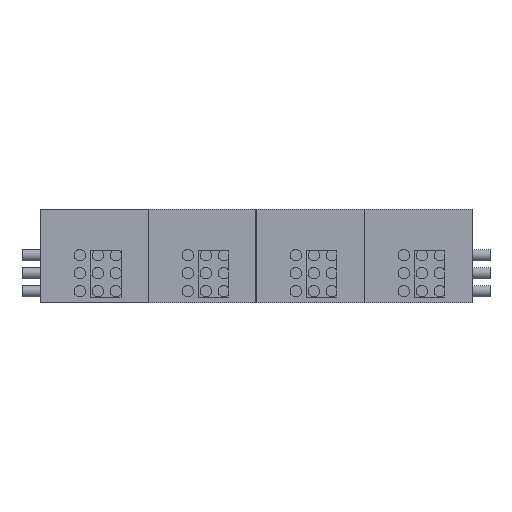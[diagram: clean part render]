
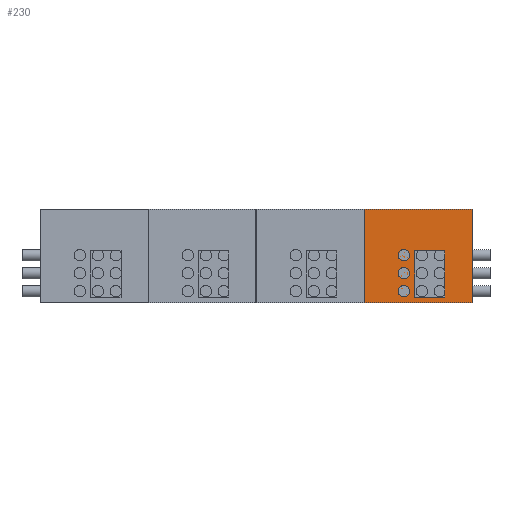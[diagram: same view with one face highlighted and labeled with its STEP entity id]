
A CAD part, front view. The second image highlights one B-rep face of the part: STEP entity #230.
In plain terms, the highlighted planar face has unit normal (0, -1, 0).
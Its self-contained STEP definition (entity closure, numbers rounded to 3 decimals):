
#230 = ADVANCED_FACE ( 'NONE', ( #9128, #9119 ), #2882, .T. ) ;
#2882 = PLANE ( 'NONE',  #9133 ) ;
#2883 = CARTESIAN_POINT ( 'NONE',  ( -0.5, 3.143, -6.75 ) ) ;
#2884 = DIRECTION ( 'NONE',  ( 0., -1., 0. ) ) ;
#2885 = DIRECTION ( 'NONE',  ( 0., 0., -1. ) ) ;
#5350 = LINE ( 'NONE', #5351, #10031 ) ;
#5351 = CARTESIAN_POINT ( 'NONE',  ( -0.5, 3.143, -6.75 ) ) ;
#5352 = DIRECTION ( 'NONE',  ( 1., 0., 0. ) ) ;
#5353 = LINE ( 'NONE', #5354, #10032 ) ;
#5354 = CARTESIAN_POINT ( 'NONE',  ( 10.75, 3.143, -16. ) ) ;
#5355 = DIRECTION ( 'NONE',  ( 0., 0., -1. ) ) ;
#5377 = LINE ( 'NONE', #5378, #10040 ) ;
#5378 = CARTESIAN_POINT ( 'NONE',  ( 10.75, 3.143, -16. ) ) ;
#5379 = DIRECTION ( 'NONE',  ( -1., 0., 0. ) ) ;
#5380 = LINE ( 'NONE', #5381, #10042 ) ;
#5381 = CARTESIAN_POINT ( 'NONE',  ( 10.75, 3.143, -26.25 ) ) ;
#5382 = DIRECTION ( 'NONE',  ( 1., 0., 0. ) ) ;
#5413 = LINE ( 'NONE', #5414, #10051 ) ;
#5414 = CARTESIAN_POINT ( 'NONE',  ( 17.5, 3.143, -16. ) ) ;
#5415 = DIRECTION ( 'NONE',  ( 0., 0., 1. ) ) ;
#5422 = LINE ( 'NONE', #5423, #10055 ) ;
#5423 = CARTESIAN_POINT ( 'NONE',  ( -0.5, 3.143, -27.5 ) ) ;
#5424 = DIRECTION ( 'NONE',  ( 1., 0., 0. ) ) ;
#5428 = LINE ( 'NONE', #5429, #10057 ) ;
#5429 = CARTESIAN_POINT ( 'NONE',  ( 23.5, 3.143, -6.75 ) ) ;
#5430 = DIRECTION ( 'NONE',  ( 0., 0., -1. ) ) ;
#5431 = LINE ( 'NONE', #5432, #10059 ) ;
#5432 = CARTESIAN_POINT ( 'NONE',  ( -0.5, 3.143, -6.75 ) ) ;
#5433 = DIRECTION ( 'NONE',  ( 0., 0., -1. ) ) ;
#5750 = ORIENTED_EDGE ( 'NONE', *, *, #7288, .F. ) ;
#5997 = CARTESIAN_POINT ( 'NONE',  ( -0.5, 3.143, -27.5 ) ) ;
#5998 = CARTESIAN_POINT ( 'NONE',  ( 23.5, 3.143, -27.5 ) ) ;
#6002 = CARTESIAN_POINT ( 'NONE',  ( 17.5, 3.143, -26.25 ) ) ;
#6003 = CARTESIAN_POINT ( 'NONE',  ( 17.5, 3.143, -16. ) ) ;
#6006 = CARTESIAN_POINT ( 'NONE',  ( 10.75, 3.143, -26.25 ) ) ;
#6008 = CARTESIAN_POINT ( 'NONE',  ( 10.75, 3.143, -16. ) ) ;
#6009 = CARTESIAN_POINT ( 'NONE',  ( -0.5, 3.143, -6.75 ) ) ;
#6011 = CARTESIAN_POINT ( 'NONE',  ( 23.5, 3.143, -6.75 ) ) ;
#6796 = ORIENTED_EDGE ( 'NONE', *, *, #7297, .F. ) ;
#6815 = ORIENTED_EDGE ( 'NONE', *, *, #7299, .T. ) ;
#6847 = ORIENTED_EDGE ( 'NONE', *, *, #7268, .F. ) ;
#6848 = ORIENTED_EDGE ( 'NONE', *, *, #7277, .F. ) ;
#6849 = ORIENTED_EDGE ( 'NONE', *, *, #7276, .F. ) ;
#6850 = ORIENTED_EDGE ( 'NONE', *, *, #7294, .T. ) ;
#6851 = ORIENTED_EDGE ( 'NONE', *, *, #7267, .F. ) ;
#7267 = EDGE_CURVE ( 'NONE', #7973, #7975, #5350, .T. ) ;
#7268 = EDGE_CURVE ( 'NONE', #7972, #7970, #5353, .T. ) ;
#7276 = EDGE_CURVE ( 'NONE', #7967, #7972, #5377, .T. ) ;
#7277 = EDGE_CURVE ( 'NONE', #7970, #7966, #5380, .T. ) ;
#7288 = EDGE_CURVE ( 'NONE', #7966, #7967, #5413, .T. ) ;
#7294 = EDGE_CURVE ( 'NONE', #7961, #7962, #5422, .T. ) ;
#7297 = EDGE_CURVE ( 'NONE', #7975, #7962, #5428, .T. ) ;
#7299 = EDGE_CURVE ( 'NONE', #7973, #7961, #5431, .T. ) ;
#7841 = EDGE_LOOP ( 'NONE', ( #6850, #6796, #6851, #6815 ) ) ;
#7842 = EDGE_LOOP ( 'NONE', ( #5750, #6848, #6847, #6849 ) ) ;
#7961 = VERTEX_POINT ( 'NONE', #5997 ) ;
#7962 = VERTEX_POINT ( 'NONE', #5998 ) ;
#7966 = VERTEX_POINT ( 'NONE', #6002 ) ;
#7967 = VERTEX_POINT ( 'NONE', #6003 ) ;
#7970 = VERTEX_POINT ( 'NONE', #6006 ) ;
#7972 = VERTEX_POINT ( 'NONE', #6008 ) ;
#7973 = VERTEX_POINT ( 'NONE', #6009 ) ;
#7975 = VERTEX_POINT ( 'NONE', #6011 ) ;
#9119 = FACE_OUTER_BOUND ( 'NONE', #7841, .T. ) ;
#9128 = FACE_BOUND ( 'NONE', #7842, .T. ) ;
#9133 = AXIS2_PLACEMENT_3D ( 'NONE', #2883, #2884, #2885 ) ;
#10031 = VECTOR ( 'NONE', #5352, 1000. ) ;
#10032 = VECTOR ( 'NONE', #5355, 1000. ) ;
#10040 = VECTOR ( 'NONE', #5379, 1000. ) ;
#10042 = VECTOR ( 'NONE', #5382, 1000. ) ;
#10051 = VECTOR ( 'NONE', #5415, 1000. ) ;
#10055 = VECTOR ( 'NONE', #5424, 1000. ) ;
#10057 = VECTOR ( 'NONE', #5430, 1000. ) ;
#10059 = VECTOR ( 'NONE', #5433, 1000. ) ;
